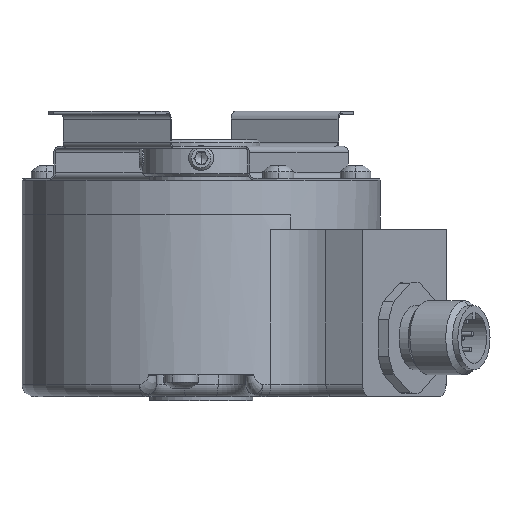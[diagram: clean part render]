
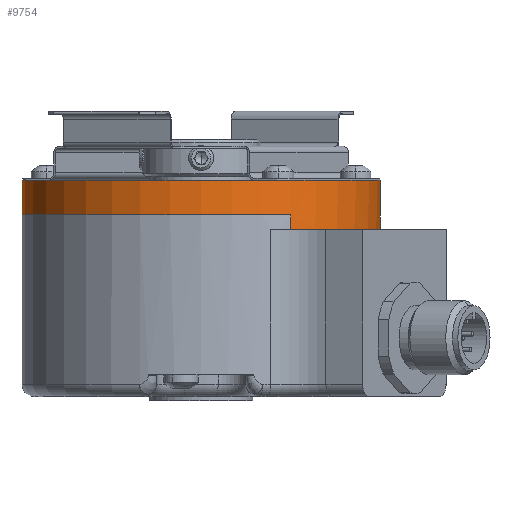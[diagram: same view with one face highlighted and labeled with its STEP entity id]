
A CAD part, front view. The second image highlights one B-rep face of the part: STEP entity #9754.
In plain terms, the highlighted cylindrical face has radius 29 mm (diameter 58 mm), a partial arc.
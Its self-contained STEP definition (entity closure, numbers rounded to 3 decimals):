
#66=DIRECTION('',(0.,0.,-1.));
#67=VECTOR('',#66,2.4);
#68=CARTESIAN_POINT('',(14.5,-25.115,12.4));
#69=LINE('',#68,#67);
#170=CARTESIAN_POINT('',(0.,0.,12.4));
#171=DIRECTION('',(0.,0.,1.));
#172=DIRECTION('',(1.,0.,0.));
#173=AXIS2_PLACEMENT_3D('',#170,#171,#172);
#175=DIRECTION('',(0.,0.,1.));
#176=VECTOR('',#175,5.6);
#177=CARTESIAN_POINT('',(29.,0.,12.4));
#178=LINE('',#177,#176);
#179=DIRECTION('',(0.,0.,-1.));
#180=VECTOR('',#179,27.4);
#181=CARTESIAN_POINT('',(-14.5,25.115,12.4));
#182=LINE('',#181,#180);
#183=CARTESIAN_POINT('',(18.616,22.236,-15.));
#184=CARTESIAN_POINT('',(18.637,22.218,-15.004));
#185=CARTESIAN_POINT('',(18.683,22.18,-14.993));
#186=CARTESIAN_POINT('',(18.755,22.119,-14.981));
#187=CARTESIAN_POINT('',(18.83,22.055,-14.957));
#188=CARTESIAN_POINT('',(18.908,21.988,-14.924));
#189=CARTESIAN_POINT('',(18.989,21.918,-14.881));
#190=CARTESIAN_POINT('',(19.071,21.847,-14.827));
#191=CARTESIAN_POINT('',(19.155,21.774,-14.762));
#192=CARTESIAN_POINT('',(19.236,21.702,-14.687));
#193=CARTESIAN_POINT('',(19.315,21.632,-14.603));
#194=CARTESIAN_POINT('',(19.389,21.566,-14.511));
#195=CARTESIAN_POINT('',(19.456,21.505,-14.414));
#196=CARTESIAN_POINT('',(19.516,21.451,-14.314));
#197=CARTESIAN_POINT('',(19.567,21.404,-14.213));
#198=CARTESIAN_POINT('',(19.61,21.365,-14.112));
#199=CARTESIAN_POINT('',(19.645,21.332,-14.014));
#200=CARTESIAN_POINT('',(19.673,21.307,-13.918));
#201=CARTESIAN_POINT('',(19.693,21.288,-13.826));
#202=CARTESIAN_POINT('',(19.707,21.275,-13.737));
#203=CARTESIAN_POINT('',(19.715,21.268,-13.651));
#204=CARTESIAN_POINT('',(19.718,21.265,-13.596));
#205=CARTESIAN_POINT('',(19.717,21.266,-13.57));
#207=CARTESIAN_POINT('',(28.565,5.004,-15.));
#208=CARTESIAN_POINT('',(28.56,5.031,-15.004));
#209=CARTESIAN_POINT('',(28.55,5.09,-14.993));
#210=CARTESIAN_POINT('',(28.533,5.183,-14.981));
#211=CARTESIAN_POINT('',(28.515,5.28,-14.957));
#212=CARTESIAN_POINT('',(28.496,5.381,-14.924));
#213=CARTESIAN_POINT('',(28.476,5.486,-14.881));
#214=CARTESIAN_POINT('',(28.456,5.593,-14.827));
#215=CARTESIAN_POINT('',(28.434,5.701,-14.762));
#216=CARTESIAN_POINT('',(28.412,5.808,-14.687));
#217=CARTESIAN_POINT('',(28.391,5.911,-14.603));
#218=CARTESIAN_POINT('',(28.371,6.008,-14.511));
#219=CARTESIAN_POINT('',(28.352,6.097,-14.414));
#220=CARTESIAN_POINT('',(28.335,6.175,-14.314));
#221=CARTESIAN_POINT('',(28.32,6.243,-14.213));
#222=CARTESIAN_POINT('',(28.307,6.301,-14.112));
#223=CARTESIAN_POINT('',(28.297,6.347,-14.014));
#224=CARTESIAN_POINT('',(28.289,6.384,-13.918));
#225=CARTESIAN_POINT('',(28.283,6.411,-13.826));
#226=CARTESIAN_POINT('',(28.278,6.43,-13.737));
#227=CARTESIAN_POINT('',(28.276,6.44,-13.651));
#228=CARTESIAN_POINT('',(28.275,6.444,-13.596));
#229=CARTESIAN_POINT('',(28.275,6.443,-13.57));
#231=DIRECTION('',(0.,0.,-1.));
#232=VECTOR('',#231,25.);
#233=CARTESIAN_POINT('',(28.781,3.561,10.));
#234=LINE('',#233,#232);
#235=CARTESIAN_POINT('',(0.,0.,12.4));
#236=DIRECTION('',(0.,0.,1.));
#237=DIRECTION('',(-1.,0.,0.));
#238=AXIS2_PLACEMENT_3D('',#235,#236,#237);
#240=DIRECTION('',(0.,0.,1.));
#241=VECTOR('',#240,5.6);
#242=CARTESIAN_POINT('',(-29.,0.,12.4));
#243=LINE('',#242,#241);
#244=CARTESIAN_POINT('',(0.,0.,-15.));
#245=DIRECTION('',(0.,0.,-1.));
#246=DIRECTION('',(-0.5,0.866,0.));
#247=AXIS2_PLACEMENT_3D('',#244,#245,#246);
#963=CARTESIAN_POINT('',(0.,0.,18.));
#964=DIRECTION('',(0.,0.,1.));
#965=DIRECTION('',(-1.,0.,0.));
#966=AXIS2_PLACEMENT_3D('',#963,#964,#965);
#3059=CARTESIAN_POINT('',(0.,0.,-13.5));
#3060=DIRECTION('',(0.,0.,1.));
#3061=DIRECTION('',(0.975,0.222,0.));
#3062=AXIS2_PLACEMENT_3D('',#3059,#3060,#3061);
#3121=DIRECTION('',(0.,0.,1.));
#3122=VECTOR('',#3121,0.07);
#3123=CARTESIAN_POINT('',(19.717,21.266,-13.57));
#3124=LINE('',#3123,#3122);
#3314=CARTESIAN_POINT('',(0.,0.,-15.));
#3315=DIRECTION('',(0.,0.,-1.));
#3316=DIRECTION('',(0.985,0.173,0.));
#3317=AXIS2_PLACEMENT_3D('',#3314,#3315,#3316);
#3343=CARTESIAN_POINT('',(0.,0.,10.));
#3344=DIRECTION('',(0.,0.,-1.));
#3345=DIRECTION('',(0.992,0.123,0.));
#3346=AXIS2_PLACEMENT_3D('',#3343,#3344,#3345);
#3384=DIRECTION('',(0.,0.,-1.));
#3385=VECTOR('',#3384,0.07);
#3386=CARTESIAN_POINT('',(28.275,6.443,-13.5));
#3387=LINE('',#3386,#3385);
#7929=CARTESIAN_POINT('',(29.,0.,18.));
#7930=CARTESIAN_POINT('',(-29.,0.,18.));
#7931=VERTEX_POINT('',#7929);
#7932=VERTEX_POINT('',#7930);
#9059=CARTESIAN_POINT('',(28.781,3.561,10.));
#9060=CARTESIAN_POINT('',(14.5,-25.115,10.));
#9061=VERTEX_POINT('',#9059);
#9062=VERTEX_POINT('',#9060);
#9065=CARTESIAN_POINT('',(28.275,6.443,-13.5));
#9066=CARTESIAN_POINT('',(19.717,21.266,-13.5));
#9067=VERTEX_POINT('',#9065);
#9068=VERTEX_POINT('',#9066);
#9087=CARTESIAN_POINT('',(28.781,3.561,-15.));
#9088=VERTEX_POINT('',#9087);
#9091=CARTESIAN_POINT('',(28.565,5.004,-15.));
#9092=VERTEX_POINT('',#9091);
#9109=CARTESIAN_POINT('',(-14.5,25.115,-15.));
#9110=CARTESIAN_POINT('',(18.616,22.236,-15.));
#9111=VERTEX_POINT('',#9109);
#9112=VERTEX_POINT('',#9110);
#9211=VERTEX_POINT('',#229);
#9215=CARTESIAN_POINT('',(19.717,21.266,-13.57));
#9216=VERTEX_POINT('',#9215);
#9237=CARTESIAN_POINT('',(29.,0.,12.4));
#9238=CARTESIAN_POINT('',(-14.5,25.115,12.4));
#9239=VERTEX_POINT('',#9237);
#9240=VERTEX_POINT('',#9238);
#9241=CARTESIAN_POINT('',(-29.,0.,12.4));
#9242=CARTESIAN_POINT('',(14.5,-25.115,12.4));
#9243=VERTEX_POINT('',#9241);
#9244=VERTEX_POINT('',#9242);
#9721=CARTESIAN_POINT('',(0.,0.,0.));
#9722=DIRECTION('',(0.,0.,1.));
#9723=DIRECTION('',(1.,0.,0.));
#9724=AXIS2_PLACEMENT_3D('',#9721,#9722,#9723);
#9725=CYLINDRICAL_SURFACE('',#9724,29.);
#9726=ORIENTED_EDGE('',*,*,#9714,.F.);
#9727=ORIENTED_EDGE('',*,*,#9712,.T.);
#9728=ORIENTED_EDGE('',*,*,#9710,.T.);
#9730=ORIENTED_EDGE('',*,*,#9729,.T.);
#9732=ORIENTED_EDGE('',*,*,#9731,.T.);
#9734=ORIENTED_EDGE('',*,*,#9733,.T.);
#9736=ORIENTED_EDGE('',*,*,#9735,.F.);
#9738=ORIENTED_EDGE('',*,*,#9737,.T.);
#9740=ORIENTED_EDGE('',*,*,#9739,.F.);
#9742=ORIENTED_EDGE('',*,*,#9741,.T.);
#9744=ORIENTED_EDGE('',*,*,#9743,.F.);
#9746=ORIENTED_EDGE('',*,*,#9745,.T.);
#9747=ORIENTED_EDGE('',*,*,#9679,.F.);
#9748=ORIENTED_EDGE('',*,*,#9677,.F.);
#9749=ORIENTED_EDGE('',*,*,#9675,.T.);
#9751=ORIENTED_EDGE('',*,*,#9750,.T.);
#9752=EDGE_LOOP('',(#9726,#9727,#9728,#9730,#9732,#9734,#9736,#9738,#9740,#9742,
#9744,#9746,#9747,#9748,#9749,#9751));
#9753=FACE_OUTER_BOUND('',#9752,.F.);
#174=CIRCLE('',#173,29.);
#206=B_SPLINE_CURVE_WITH_KNOTS('',3,(#183,#184,#185,#186,#187,#188,#189,#190,
#191,#192,#193,#194,#195,#196,#197,#198,#199,#200,#201,#202,#203,#204,#205),
.UNSPECIFIED.,.F.,.F.,(4,1,1,1,1,1,1,1,1,1,1,1,1,1,1,1,1,1,1,1,4),(0.,0.05,
0.1,0.15,0.2,0.25,0.3,0.35,0.4,0.45,0.5,0.55,0.6,0.65,
0.7,0.75,0.8,0.85,0.9,0.95,1.),.UNSPECIFIED.);
#230=B_SPLINE_CURVE_WITH_KNOTS('',3,(#207,#208,#209,#210,#211,#212,#213,#214,
#215,#216,#217,#218,#219,#220,#221,#222,#223,#224,#225,#226,#227,#228,#229),
.UNSPECIFIED.,.F.,.F.,(4,1,1,1,1,1,1,1,1,1,1,1,1,1,1,1,1,1,1,1,4),(0.,0.05,
0.1,0.15,0.2,0.25,0.3,0.35,0.4,0.45,0.5,0.55,0.6,0.65,
0.7,0.75,0.8,0.85,0.9,0.95,1.),.UNSPECIFIED.);
#239=CIRCLE('',#238,29.);
#248=CIRCLE('',#247,29.);
#967=CIRCLE('',#966,29.);
#3063=CIRCLE('',#3062,29.);
#3318=CIRCLE('',#3317,29.);
#3347=CIRCLE('',#3346,29.);
#9675=EDGE_CURVE('',#9243,#7932,#243,.T.);
#9677=EDGE_CURVE('',#9243,#9244,#239,.T.);
#9679=EDGE_CURVE('',#9244,#9062,#69,.T.);
#9710=EDGE_CURVE('',#9240,#9111,#182,.T.);
#9712=EDGE_CURVE('',#9239,#9240,#174,.T.);
#9714=EDGE_CURVE('',#9239,#7931,#178,.T.);
#9729=EDGE_CURVE('',#9111,#9112,#248,.T.);
#9731=EDGE_CURVE('',#9112,#9216,#206,.T.);
#9733=EDGE_CURVE('',#9216,#9068,#3124,.T.);
#9735=EDGE_CURVE('',#9067,#9068,#3063,.T.);
#9737=EDGE_CURVE('',#9067,#9211,#3387,.T.);
#9739=EDGE_CURVE('',#9092,#9211,#230,.T.);
#9741=EDGE_CURVE('',#9092,#9088,#3318,.T.);
#9743=EDGE_CURVE('',#9061,#9088,#234,.T.);
#9745=EDGE_CURVE('',#9061,#9062,#3347,.T.);
#9750=EDGE_CURVE('',#7932,#7931,#967,.T.);
#9754=ADVANCED_FACE('',(#9753),#9725,.T.);
